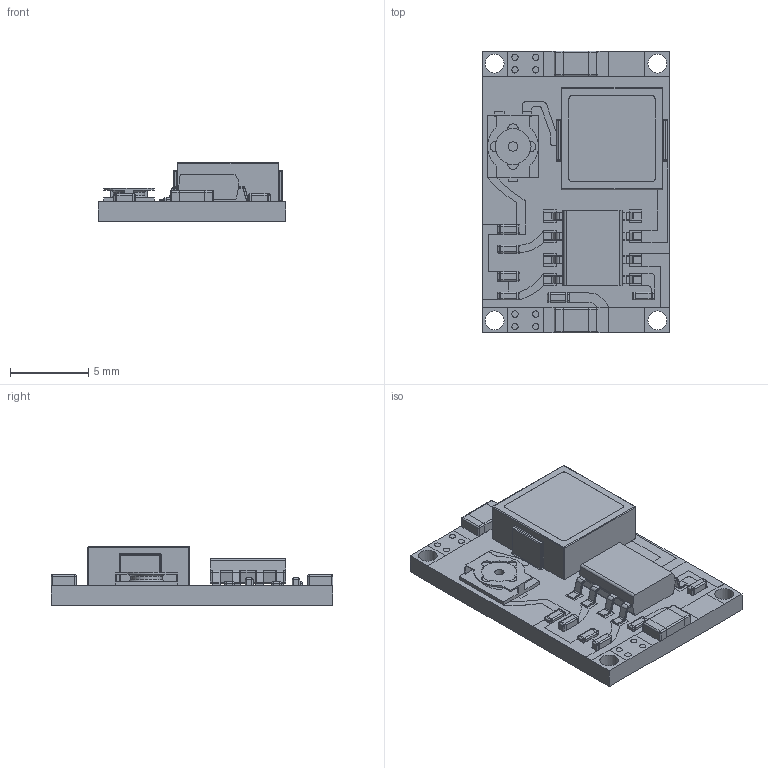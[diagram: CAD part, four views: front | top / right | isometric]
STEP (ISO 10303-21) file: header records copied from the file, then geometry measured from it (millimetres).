
FILE_DESCRIPTION(/* description */ (''),/* implementation_level */ '2;1');
FILE_NAME(/* name */ 'MIni - 360.step',/* time_stamp */ '2019-10-29T16:43:49-06:00',/* author */ (''),/* organization */ (''),/* preprocessor_version */ 'ST-DEVELOPER v18',/* originating_system */ 'Autodesk Translation Framework v8.6.0.1094',/* authorisation */ '');
FILE_SCHEMA (('AUTOMOTIVE_DESIGN { 1 0 10303 214 3 1 1 }'));
Length unit declared in the file: millimetre
Products named in the file (1): (Unsaved)
Bounding box: 12 x 18 x 3.75 mm (x, y, z)
Volume: 415.8 mm3; surface area: 794.8 mm2
Topology: 29 solids, 29 shells, 1014 faces, 2594 edges, 1651 vertices
Faces by surface type: plane 596, cylinder 301, torus 76, sphere 39, cone 2
Full cylindrical faces by diameter (mm): 0.4 x8, 0.6 x1, 1.2 x4, 2 x1
Entity records: 34299 total; most frequent: CARTESIAN_POINT 8269, DIRECTION 5223, ORIENTED_EDGE 5110, EDGE_CURVE 2555, LINE 1771, VECTOR 1771, AXIS2_PLACEMENT_3D 1726, VERTEX_POINT 1651
